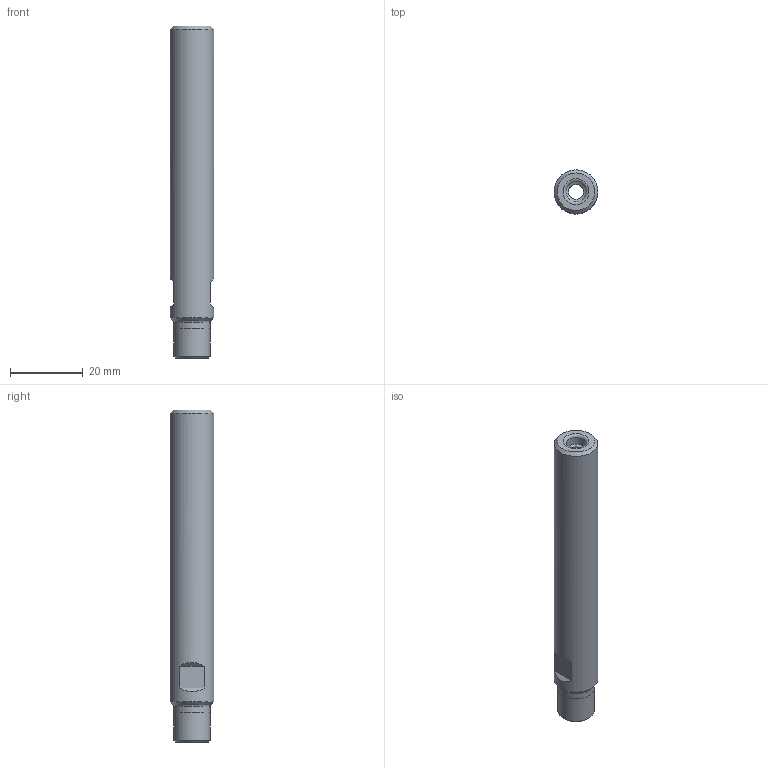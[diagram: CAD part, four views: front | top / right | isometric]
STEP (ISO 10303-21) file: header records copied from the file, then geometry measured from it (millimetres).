
FILE_DESCRIPTION(/* description */ (''),/* implementation_level */ '2;1');
FILE_NAME(/* name */ '261220850.stp',/* time_stamp */ '2021-01-19T15:09:50',/* author */ ('LRA'),/* organization */ ('REGO-FIX'),/* preprocessor_version */ ' Unknown',/* originating_system */ 'SIEMENS PLM Software Solid Edge ST10',/* authorization */ 'Unknown');
FILE_SCHEMA (('AUTOMOTIVE_DESIGN { 1 0 10303 214 2 1 1}'));
Length unit declared in the file: millimetre
Products named in the file (1): NOCUT
Bounding box: 12 x 12 x 91 mm (x, y, z)
Volume: 8068.8 mm3; surface area: 4879.7 mm2
Topology: 1 solids, 1 shells, 24 faces, 51 edges, 30 vertices
Faces by surface type: plane 8, cylinder 7, cone 6, torus 3
Full cylindrical faces by diameter (mm): 4.134 x2, 5.2 x1, 5.5 x1, 10 x2, 12 x1
Entity records: 731 total; most frequent: DIRECTION 108, CARTESIAN_POINT 84, ORIENTED_EDGE 60, AXIS2_PLACEMENT_3D 50, EDGE_LOOP 44, FACE_BOUND 44, EDGE_CURVE 30, VERTEX_POINT 26
